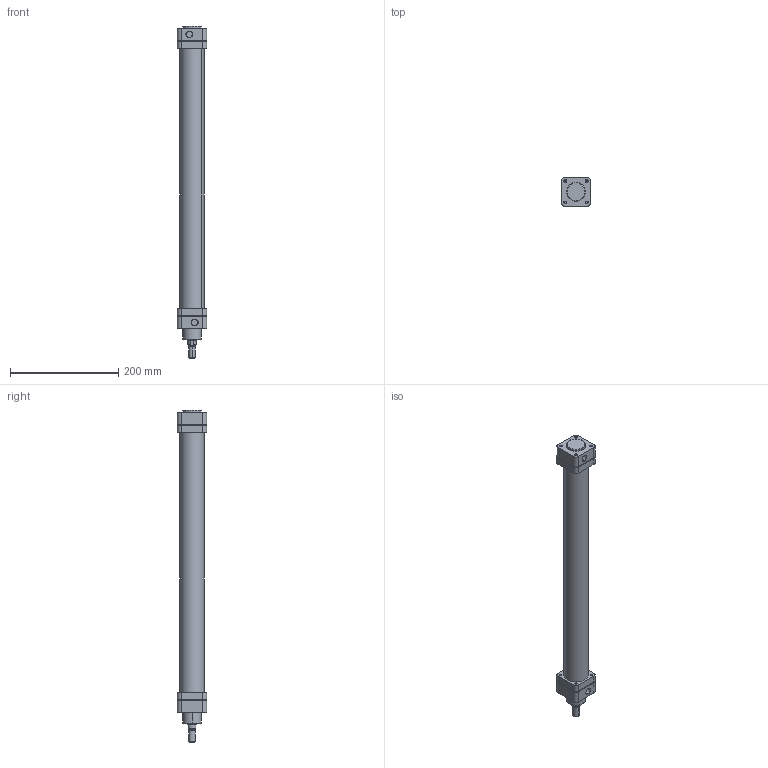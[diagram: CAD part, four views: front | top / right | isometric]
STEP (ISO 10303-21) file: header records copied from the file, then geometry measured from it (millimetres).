
FILE_DESCRIPTION (( 'STEP AP214' ), '1' );
FILE_NAME ('PNS 40-450 CYLINDER.STEP', '2010-08-27T15:22:59', ( '' ), ( '' ), 'SwSTEP 2.0', 'SolidWorks 2010', '' );
FILE_SCHEMA (( 'AUTOMOTIVE_DESIGN' ));
Length unit declared in the file: millimetre
Products named in the file (6): PNS  40-450  CYLINDER; PNS 40 ÇEMBER; PNS-PAG 40 M尳; pns 40 boru; pns pag 40 on kapak; pns pag 40 arka kapak
Assembly tree (6 placements, depth 2):
  PNS  40-450  CYLINDER
    PNS 40 ÇEMBER  x2
    pns 40 boru
    pns pag 40 on kapak
    pns pag 40 arka kapak
    PNS-PAG 40 M尳
Bounding box: 54 x 54 x 613 mm (x, y, z)
Volume: 520420.6 mm3; surface area: 217930.1 mm2
Topology: 6 solids, 6 shells, 169 faces, 378 edges, 240 vertices
Faces by surface type: cylinder 80, plane 51, cone 32, torus 6
Entity records: 4666 total; most frequent: DIRECTION 800, CARTESIAN_POINT 709, ORIENTED_EDGE 636, AXIS2_PLACEMENT_3D 331, EDGE_CURVE 318, VERTEX_POINT 200, EDGE_LOOP 178, CIRCLE 176
